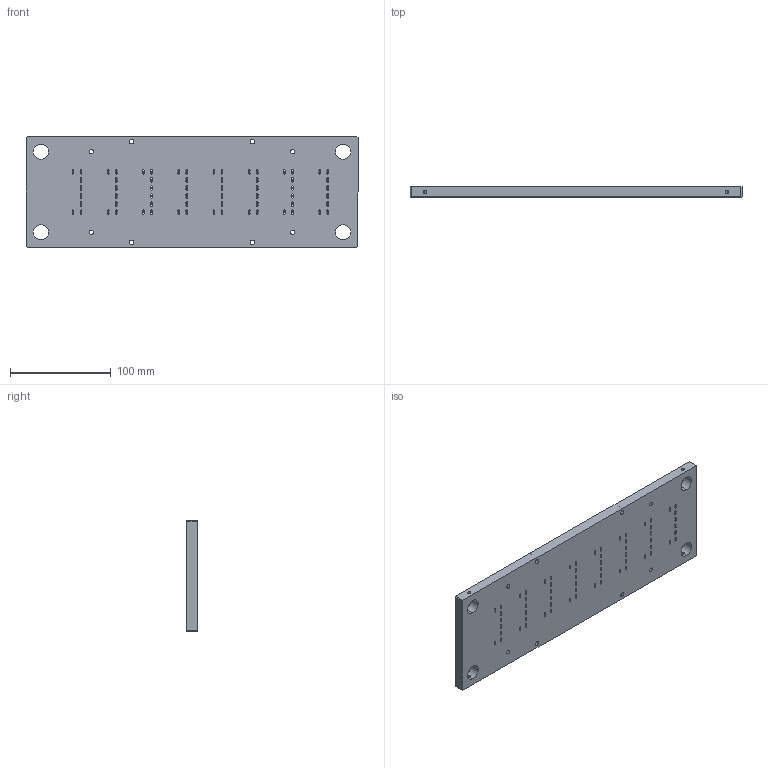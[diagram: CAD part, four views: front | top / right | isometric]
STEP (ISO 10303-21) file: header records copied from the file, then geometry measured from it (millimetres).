
FILE_DESCRIPTION (( 'STEP AP203' ), '1' );
FILE_NAME ('TAE-22001JC-001-28.STEP', '2021-12-21T06:50:44', ( '' ), ( '' ), 'SwSTEP 2.0', 'SolidWorks 2016', '' );
FILE_SCHEMA (( 'CONFIG_CONTROL_DESIGN' ));
Length unit declared in the file: millimetre
Products named in the file (1): TAE-22001JC-001-28
Bounding box: 329.7 x 10 x 109.7 mm (x, y, z)
Volume: 347390.2 mm3; surface area: 90819.1 mm2
Topology: 1 solids, 1 shells, 334 faces, 972 edges, 648 vertices
Faces by surface type: cylinder 312, plane 22
Entity records: 12249 total; most frequent: DIRECTION 2242, CARTESIAN_POINT 2171, ORIENTED_EDGE 1944, EDGE_CURVE 972, AXIS2_PLACEMENT_3D 951, VERTEX_POINT 648, EDGE_LOOP 630, CIRCLE 616
